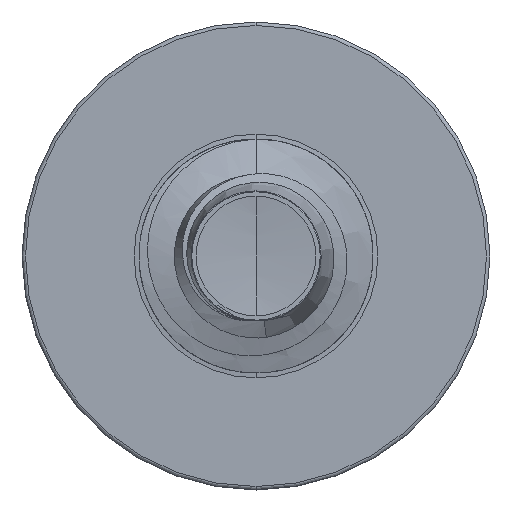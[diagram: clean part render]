
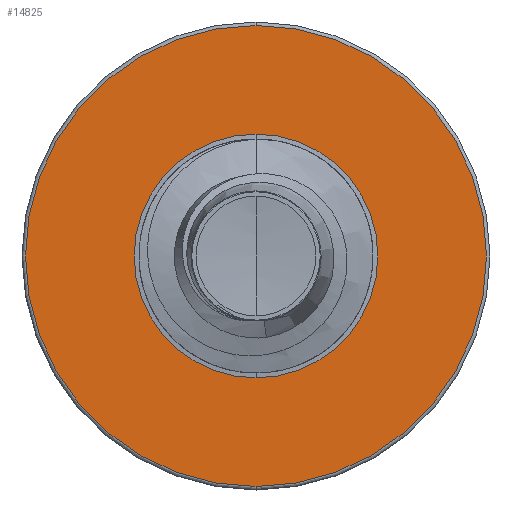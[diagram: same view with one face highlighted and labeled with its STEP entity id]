
A CAD part, front view. The second image highlights one B-rep face of the part: STEP entity #14825.
In plain terms, the highlighted planar face has unit normal (0, -1, 0).
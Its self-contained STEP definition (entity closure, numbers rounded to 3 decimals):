
#735 = ORIENTED_EDGE ( 'NONE', *, *, #21597, .T. ) ;
#3758 = AXIS2_PLACEMENT_3D ( 'NONE', #10198, #24491, #12735 ) ;
#3934 = AXIS2_PLACEMENT_3D ( 'NONE', #7324, #22921, #9977 ) ;
#4138 = AXIS2_PLACEMENT_3D ( 'NONE', #15846, #27665, #18074 ) ;
#4247 = AXIS2_PLACEMENT_3D ( 'NONE', #21505, #7804, #23217 ) ;
#5145 = CIRCLE ( 'NONE', #4138, 1.562 ) ;
#5251 = AXIS2_PLACEMENT_3D ( 'NONE', #20018, #13638, #26555 ) ;
#6916 = CIRCLE ( 'NONE', #4247, 2.955 ) ;
#7324 = CARTESIAN_POINT ( 'NONE',  ( 0., 20., 0. ) ) ;
#7804 = DIRECTION ( 'NONE',  ( 0., 1., 0. ) ) ;
#9952 = CARTESIAN_POINT ( 'NONE',  ( 0., 20., -2.955 ) ) ;
#9977 = DIRECTION ( 'NONE',  ( 0., 0., 1. ) ) ;
#10198 = CARTESIAN_POINT ( 'NONE',  ( 0., 20., 0. ) ) ;
#10499 = EDGE_LOOP ( 'NONE', ( #24317, #735 ) ) ;
#12735 = DIRECTION ( 'NONE',  ( 0., 0., 1. ) ) ;
#12865 = EDGE_LOOP ( 'NONE', ( #19340, #23896 ) ) ;
#13638 = DIRECTION ( 'NONE',  ( 0., 1., 0. ) ) ;
#14825 = ADVANCED_FACE ( 'NONE', ( #15684, #24831 ), #25034, .F. ) ;
#14901 = CARTESIAN_POINT ( 'NONE',  ( 0., 20., 1.562 ) ) ;
#15684 = FACE_OUTER_BOUND ( 'NONE', #12865, .T. ) ;
#15846 = CARTESIAN_POINT ( 'NONE',  ( 0., 20., 0. ) ) ;
#17716 = VERTEX_POINT ( 'NONE', #23884 ) ;
#18074 = DIRECTION ( 'NONE',  ( 0., 0., 1. ) ) ;
#19340 = ORIENTED_EDGE ( 'NONE', *, *, #21293, .F. ) ;
#20018 = CARTESIAN_POINT ( 'NONE',  ( 0., 20., -1.562 ) ) ;
#20292 = VERTEX_POINT ( 'NONE', #14901 ) ;
#20723 = VERTEX_POINT ( 'NONE', #9952 ) ;
#21093 = CIRCLE ( 'NONE', #3934, 2.955 ) ;
#21293 = EDGE_CURVE ( 'NONE', #24139, #20723, #6916, .T. ) ;
#21505 = CARTESIAN_POINT ( 'NONE',  ( 0., 20., 0. ) ) ;
#21597 = EDGE_CURVE ( 'NONE', #17716, #20292, #5145, .T. ) ;
#22007 = EDGE_CURVE ( 'NONE', #20723, #24139, #21093, .T. ) ;
#22100 = EDGE_CURVE ( 'NONE', #20292, #17716, #24812, .T. ) ;
#22921 = DIRECTION ( 'NONE',  ( 0., 1., 0. ) ) ;
#23217 = DIRECTION ( 'NONE',  ( 0., 0., 1. ) ) ;
#23884 = CARTESIAN_POINT ( 'NONE',  ( 0., 20., -1.562 ) ) ;
#23896 = ORIENTED_EDGE ( 'NONE', *, *, #22007, .F. ) ;
#24139 = VERTEX_POINT ( 'NONE', #24331 ) ;
#24317 = ORIENTED_EDGE ( 'NONE', *, *, #22100, .T. ) ;
#24331 = CARTESIAN_POINT ( 'NONE',  ( 0., 20., 2.955 ) ) ;
#24491 = DIRECTION ( 'NONE',  ( 0., 1., 0. ) ) ;
#24812 = CIRCLE ( 'NONE', #3758, 1.562 ) ;
#24831 = FACE_BOUND ( 'NONE', #10499, .T. ) ;
#25034 = PLANE ( 'NONE',  #5251 ) ;
#26555 = DIRECTION ( 'NONE',  ( 0., 0., 1. ) ) ;
#27665 = DIRECTION ( 'NONE',  ( 0., 1., 0. ) ) ;
